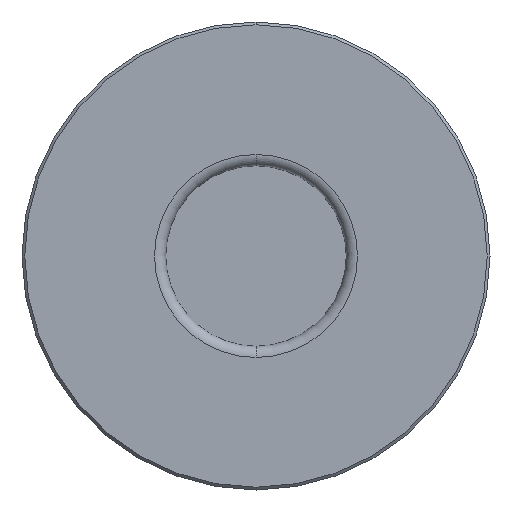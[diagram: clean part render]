
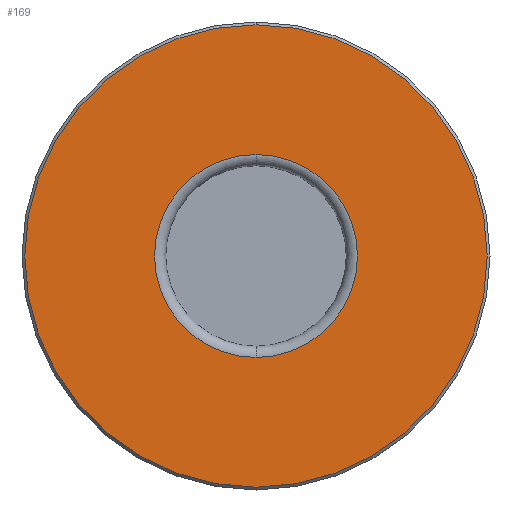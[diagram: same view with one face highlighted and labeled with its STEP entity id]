
A CAD part, front view. The second image highlights one B-rep face of the part: STEP entity #169.
In plain terms, the highlighted planar face has unit normal (0, -1, 0).
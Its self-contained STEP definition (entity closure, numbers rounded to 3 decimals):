
#14 = EDGE_CURVE ( 'NONE', #831, #461, #650, .T. ) ;
#30 = EDGE_CURVE ( 'NONE', #780, #813, #498, .T. ) ;
#53 = DIRECTION ( 'NONE',  ( 0., 0., -1. ) ) ;
#67 = DIRECTION ( 'NONE',  ( 0., -1., 0. ) ) ;
#89 = EDGE_LOOP ( 'NONE', ( #186, #769 ) ) ;
#115 = DIRECTION ( 'NONE',  ( 0., -1., 0. ) ) ;
#121 = DIRECTION ( 'NONE',  ( 0., 0., -1. ) ) ;
#130 = AXIS2_PLACEMENT_3D ( 'NONE', #528, #67, #276 ) ;
#169 = ADVANCED_FACE ( 'NONE', ( #518, #444 ), #527, .T. ) ;
#175 = CIRCLE ( 'NONE', #233, 18. ) ;
#180 = DIRECTION ( 'NONE',  ( 0., -1., 0. ) ) ;
#186 = ORIENTED_EDGE ( 'NONE', *, *, #30, .F. ) ;
#188 = CARTESIAN_POINT ( 'NONE',  ( 0., 0., 0. ) ) ;
#212 = DIRECTION ( 'NONE',  ( 0., 0., -1. ) ) ;
#233 = AXIS2_PLACEMENT_3D ( 'NONE', #766, #180, #827 ) ;
#262 = CARTESIAN_POINT ( 'NONE',  ( 0., 0., 41. ) ) ;
#276 = DIRECTION ( 'NONE',  ( 0., 0., -1. ) ) ;
#355 = EDGE_LOOP ( 'NONE', ( #644, #821 ) ) ;
#363 = EDGE_CURVE ( 'NONE', #461, #831, #697, .T. ) ;
#394 = AXIS2_PLACEMENT_3D ( 'NONE', #804, #796, #212 ) ;
#432 = AXIS2_PLACEMENT_3D ( 'NONE', #188, #654, #121 ) ;
#444 = FACE_BOUND ( 'NONE', #89, .T. ) ;
#447 = CARTESIAN_POINT ( 'NONE',  ( 0., 0., -18. ) ) ;
#461 = VERTEX_POINT ( 'NONE', #744 ) ;
#498 = CIRCLE ( 'NONE', #432, 18. ) ;
#518 = FACE_OUTER_BOUND ( 'NONE', #355, .T. ) ;
#527 = PLANE ( 'NONE',  #130 ) ;
#528 = CARTESIAN_POINT ( 'NONE',  ( 18., 0., 0. ) ) ;
#575 = CARTESIAN_POINT ( 'NONE',  ( 0., 0., 0. ) ) ;
#644 = ORIENTED_EDGE ( 'NONE', *, *, #14, .T. ) ;
#650 = CIRCLE ( 'NONE', #656, 41. ) ;
#654 = DIRECTION ( 'NONE',  ( 0., -1., 0. ) ) ;
#656 = AXIS2_PLACEMENT_3D ( 'NONE', #575, #115, #53 ) ;
#697 = CIRCLE ( 'NONE', #394, 41. ) ;
#713 = CARTESIAN_POINT ( 'NONE',  ( 0., 0., 18. ) ) ;
#733 = EDGE_CURVE ( 'NONE', #813, #780, #175, .T. ) ;
#744 = CARTESIAN_POINT ( 'NONE',  ( 0., 0., -41. ) ) ;
#766 = CARTESIAN_POINT ( 'NONE',  ( 0., 0., 0. ) ) ;
#769 = ORIENTED_EDGE ( 'NONE', *, *, #733, .F. ) ;
#780 = VERTEX_POINT ( 'NONE', #447 ) ;
#796 = DIRECTION ( 'NONE',  ( 0., -1., 0. ) ) ;
#804 = CARTESIAN_POINT ( 'NONE',  ( 0., 0., 0. ) ) ;
#813 = VERTEX_POINT ( 'NONE', #713 ) ;
#821 = ORIENTED_EDGE ( 'NONE', *, *, #363, .T. ) ;
#827 = DIRECTION ( 'NONE',  ( 0., 0., -1. ) ) ;
#831 = VERTEX_POINT ( 'NONE', #262 ) ;
